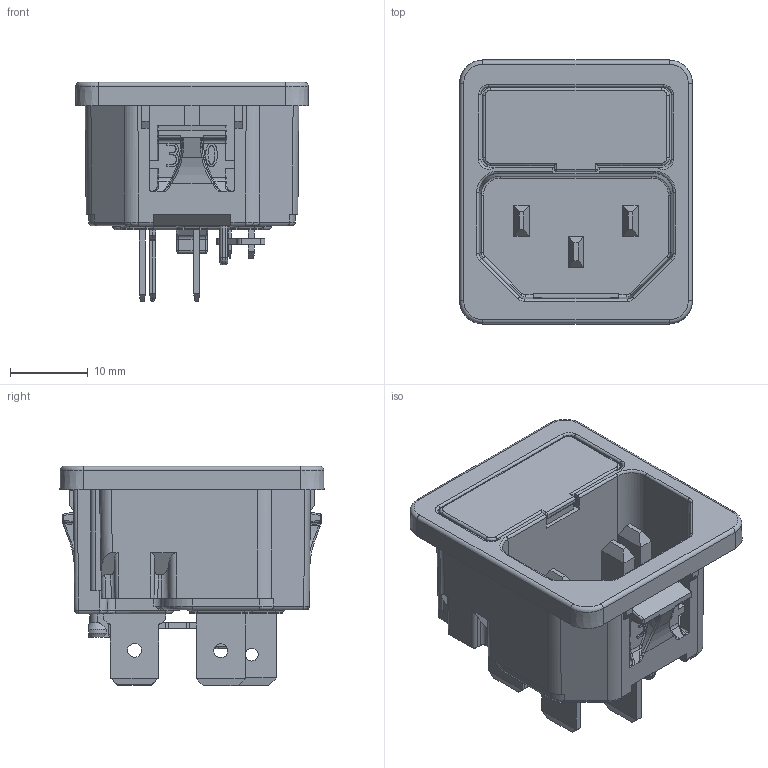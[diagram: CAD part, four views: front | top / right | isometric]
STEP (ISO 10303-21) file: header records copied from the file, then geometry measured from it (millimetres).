
FILE_DESCRIPTION(('STEP AP214'),'1');
FILE_NAME('17337.stp','2015-09-11T11:39:03',('TraceParts'),('TraceParts S.A.'),'Spatial InterOp 3D',' ',' ');
FILE_SCHEMA(('automotive_design'));
Length unit declared in the file: millimetre
Products named in the file (1): NONE
Bounding box: 30 x 34 x 28.25 mm (x, y, z)
Volume: 9298.4 mm3; surface area: 7211.3 mm2
Topology: 1 solids, 10 shells, 924 faces, 2352 edges, 1457 vertices
Faces by surface type: plane 388, cylinder 308, bspline 119, torus 74, cone 25, sphere 10
Entity records: 42466 total; most frequent: CARTESIAN_POINT 21340, ORIENTED_EDGE 4688, DIRECTION 4074, EDGE_CURVE 2344, VERTEX_POINT 1457, AXIS2_PLACEMENT_3D 1363, LINE 1348, VECTOR 1348
